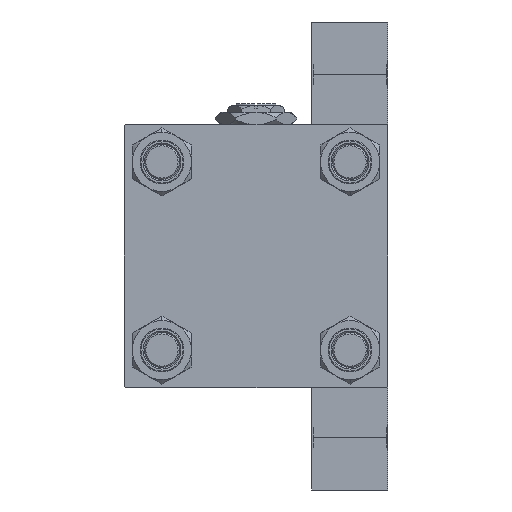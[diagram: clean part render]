
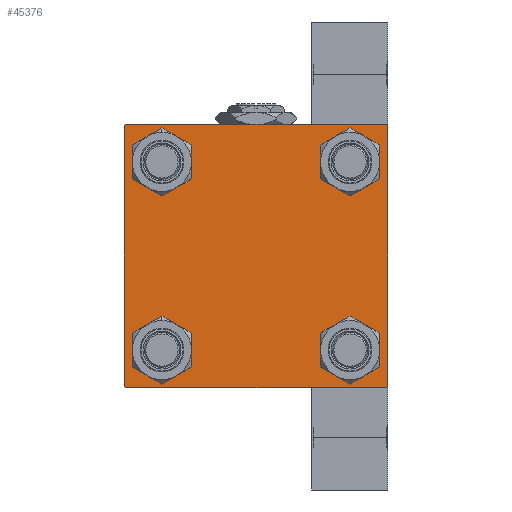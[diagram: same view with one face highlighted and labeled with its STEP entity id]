
A CAD part, left-side view. The second image highlights one B-rep face of the part: STEP entity #45376.
In plain terms, the highlighted planar face has unit normal (-1, 0, 0).
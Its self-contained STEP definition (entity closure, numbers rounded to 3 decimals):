
#118 = ORIENTED_EDGE ( 'NONE', *, *, #32930, .T. ) ;
#200 = CARTESIAN_POINT ( 'NONE',  ( 0., -45., 44.5 ) ) ;
#313 = CARTESIAN_POINT ( 'NONE',  ( 0., -44.75, 44.75 ) ) ;
#785 = EDGE_CURVE ( 'NONE', #27630, #11493, #29202, .T. ) ;
#824 = FACE_BOUND ( 'NONE', #12266, .T. ) ;
#1054 = LINE ( 'NONE', #24829, #30125 ) ;
#1197 = CARTESIAN_POINT ( 'NONE',  ( 0., 45., -44.5 ) ) ;
#1199 = DIRECTION ( 'NONE',  ( 1., 0., 0. ) ) ;
#1447 = DIRECTION ( 'NONE',  ( 1., 0., 0. ) ) ;
#2336 = FACE_OUTER_BOUND ( 'NONE', #4649, .T. ) ;
#2755 = CARTESIAN_POINT ( 'NONE',  ( 0., -32.15, -38.65 ) ) ;
#3004 = VECTOR ( 'NONE', #18092, 1000. ) ;
#4119 = ORIENTED_EDGE ( 'NONE', *, *, #4168, .F. ) ;
#4168 = EDGE_CURVE ( 'NONE', #31832, #9450, #35430, .T. ) ;
#4517 = CARTESIAN_POINT ( 'NONE',  ( 0., 32.15, 32.15 ) ) ;
#4649 = EDGE_LOOP ( 'NONE', ( #44973, #42191, #5199, #10085, #4119, #21833, #4886, #13327 ) ) ;
#4886 = ORIENTED_EDGE ( 'NONE', *, *, #28472, .F. ) ;
#4941 = DIRECTION ( 'NONE',  ( 0., 0., 1. ) ) ;
#5010 = DIRECTION ( 'NONE',  ( 0., 0., 1. ) ) ;
#5112 = DIRECTION ( 'NONE',  ( 1., 0., 0. ) ) ;
#5199 = ORIENTED_EDGE ( 'NONE', *, *, #16357, .T. ) ;
#5650 = DIRECTION ( 'NONE',  ( 0., -0.707, -0.707 ) ) ;
#6155 = PLANE ( 'NONE',  #34663 ) ;
#6386 = CARTESIAN_POINT ( 'NONE',  ( 0., -32.15, -32.15 ) ) ;
#7785 = VECTOR ( 'NONE', #24353, 1000. ) ;
#8078 = EDGE_CURVE ( 'NONE', #45098, #9450, #13754, .T. ) ;
#8803 = AXIS2_PLACEMENT_3D ( 'NONE', #28122, #5112, #23550 ) ;
#8847 = CARTESIAN_POINT ( 'NONE',  ( 0., -32.15, -32.15 ) ) ;
#9450 = VERTEX_POINT ( 'NONE', #34216 ) ;
#9687 = LINE ( 'NONE', #14276, #33689 ) ;
#10085 = ORIENTED_EDGE ( 'NONE', *, *, #8078, .T. ) ;
#10671 = VECTOR ( 'NONE', #24408, 1000. ) ;
#10800 = ORIENTED_EDGE ( 'NONE', *, *, #785, .T. ) ;
#10873 = VECTOR ( 'NONE', #15897, 1000. ) ;
#11493 = VERTEX_POINT ( 'NONE', #2755 ) ;
#11696 = EDGE_CURVE ( 'NONE', #11493, #27630, #38098, .T. ) ;
#12214 = DIRECTION ( 'NONE',  ( 0., 0., -1. ) ) ;
#12266 = EDGE_LOOP ( 'NONE', ( #118, #30913 ) ) ;
#13257 = CARTESIAN_POINT ( 'NONE',  ( 0., 32.15, 25.65 ) ) ;
#13297 = DIRECTION ( 'NONE',  ( 1., 0., 0. ) ) ;
#13327 = ORIENTED_EDGE ( 'NONE', *, *, #33198, .T. ) ;
#13754 = LINE ( 'NONE', #48954, #3004 ) ;
#13807 = DIRECTION ( 'NONE',  ( 0., 0., 1. ) ) ;
#13903 = DIRECTION ( 'NONE',  ( 0., 0., 1. ) ) ;
#14031 = VERTEX_POINT ( 'NONE', #1197 ) ;
#14276 = CARTESIAN_POINT ( 'NONE',  ( 0., 45., 45. ) ) ;
#14941 = CARTESIAN_POINT ( 'NONE',  ( 0., 32.15, 38.65 ) ) ;
#15288 = EDGE_LOOP ( 'NONE', ( #30888, #46588 ) ) ;
#15382 = CIRCLE ( 'NONE', #26009, 6.5 ) ;
#15897 = DIRECTION ( 'NONE',  ( 0., 0.707, 0.707 ) ) ;
#15953 = VERTEX_POINT ( 'NONE', #43773 ) ;
#16129 = EDGE_LOOP ( 'NONE', ( #10800, #17551 ) ) ;
#16357 = EDGE_CURVE ( 'NONE', #49825, #45098, #17691, .T. ) ;
#16437 = VECTOR ( 'NONE', #38268, 1000. ) ;
#17511 = EDGE_LOOP ( 'NONE', ( #22128, #21944 ) ) ;
#17551 = ORIENTED_EDGE ( 'NONE', *, *, #11696, .T. ) ;
#17685 = CARTESIAN_POINT ( 'NONE',  ( 0., -32.15, 25.65 ) ) ;
#17691 = LINE ( 'NONE', #48057, #7785 ) ;
#17798 = CARTESIAN_POINT ( 'NONE',  ( 0., -32.15, -25.65 ) ) ;
#18092 = DIRECTION ( 'NONE',  ( 0., -0.707, 0.707 ) ) ;
#18552 = EDGE_CURVE ( 'NONE', #22020, #34415, #24745, .T. ) ;
#19225 = CIRCLE ( 'NONE', #30643, 6.5 ) ;
#19653 = CARTESIAN_POINT ( 'NONE',  ( 0., -32.15, 32.15 ) ) ;
#20129 = DIRECTION ( 'NONE',  ( 0., 0., 1. ) ) ;
#20224 = VERTEX_POINT ( 'NONE', #45849 ) ;
#20261 = FACE_BOUND ( 'NONE', #16129, .T. ) ;
#21615 = EDGE_CURVE ( 'NONE', #15953, #20224, #21899, .T. ) ;
#21833 = ORIENTED_EDGE ( 'NONE', *, *, #37053, .T. ) ;
#21899 = CIRCLE ( 'NONE', #8803, 6.5 ) ;
#21944 = ORIENTED_EDGE ( 'NONE', *, *, #21615, .T. ) ;
#22002 = DIRECTION ( 'NONE',  ( 1., 0., 0. ) ) ;
#22020 = VERTEX_POINT ( 'NONE', #13257 ) ;
#22128 = ORIENTED_EDGE ( 'NONE', *, *, #22763, .T. ) ;
#22222 = CARTESIAN_POINT ( 'NONE',  ( 0., 44.75, 44.75 ) ) ;
#22763 = EDGE_CURVE ( 'NONE', #20224, #15953, #15382, .T. ) ;
#23160 = EDGE_CURVE ( 'NONE', #14031, #49825, #1054, .T. ) ;
#23319 = LINE ( 'NONE', #313, #10873 ) ;
#23486 = DIRECTION ( 'NONE',  ( 0., 0., 1. ) ) ;
#23550 = DIRECTION ( 'NONE',  ( 0., 0., 1. ) ) ;
#24054 = CIRCLE ( 'NONE', #50107, 6.5 ) ;
#24353 = DIRECTION ( 'NONE',  ( 0., -1., 0. ) ) ;
#24408 = DIRECTION ( 'NONE',  ( 0., -1., 0. ) ) ;
#24745 = CIRCLE ( 'NONE', #31240, 6.5 ) ;
#24797 = CARTESIAN_POINT ( 'NONE',  ( 0., 32.15, 32.15 ) ) ;
#24829 = CARTESIAN_POINT ( 'NONE',  ( 0., 44.75, -44.75 ) ) ;
#25145 = DIRECTION ( 'NONE',  ( 1., 0., 0. ) ) ;
#26009 = AXIS2_PLACEMENT_3D ( 'NONE', #44783, #25145, #4941 ) ;
#27332 = CARTESIAN_POINT ( 'NONE',  ( 0., 44.5, 45. ) ) ;
#27554 = CARTESIAN_POINT ( 'NONE',  ( 0., 45., 44.5 ) ) ;
#27630 = VERTEX_POINT ( 'NONE', #17798 ) ;
#28122 = CARTESIAN_POINT ( 'NONE',  ( 0., 32.15, -32.15 ) ) ;
#28472 = EDGE_CURVE ( 'NONE', #48103, #29637, #44288, .T. ) ;
#28664 = CARTESIAN_POINT ( 'NONE',  ( 0., 0., 0. ) ) ;
#29172 = DIRECTION ( 'NONE',  ( 0., 0., 1. ) ) ;
#29202 = CIRCLE ( 'NONE', #49543, 6.5 ) ;
#29637 = VERTEX_POINT ( 'NONE', #38201 ) ;
#30125 = VECTOR ( 'NONE', #5650, 1000. ) ;
#30643 = AXIS2_PLACEMENT_3D ( 'NONE', #37620, #48856, #13903 ) ;
#30888 = ORIENTED_EDGE ( 'NONE', *, *, #42343, .T. ) ;
#30913 = ORIENTED_EDGE ( 'NONE', *, *, #18552, .T. ) ;
#31110 = CARTESIAN_POINT ( 'NONE',  ( 0., -45., 45. ) ) ;
#31224 = FACE_BOUND ( 'NONE', #15288, .T. ) ;
#31240 = AXIS2_PLACEMENT_3D ( 'NONE', #4517, #1199, #20129 ) ;
#31646 = VERTEX_POINT ( 'NONE', #17685 ) ;
#31832 = VERTEX_POINT ( 'NONE', #200 ) ;
#32416 = AXIS2_PLACEMENT_3D ( 'NONE', #8847, #1447, #5010 ) ;
#32930 = EDGE_CURVE ( 'NONE', #34415, #22020, #41709, .T. ) ;
#33198 = EDGE_CURVE ( 'NONE', #48103, #49286, #41598, .T. ) ;
#33689 = VECTOR ( 'NONE', #37015, 1000. ) ;
#34216 = CARTESIAN_POINT ( 'NONE',  ( 0., -45., -44.5 ) ) ;
#34415 = VERTEX_POINT ( 'NONE', #14941 ) ;
#34663 = AXIS2_PLACEMENT_3D ( 'NONE', #28664, #44225, #29172 ) ;
#35214 = DIRECTION ( 'NONE',  ( 1., 0., 0. ) ) ;
#35430 = LINE ( 'NONE', #31110, #43812 ) ;
#35805 = FACE_BOUND ( 'NONE', #17511, .T. ) ;
#35999 = AXIS2_PLACEMENT_3D ( 'NONE', #24797, #13297, #13807 ) ;
#36172 = EDGE_CURVE ( 'NONE', #49286, #14031, #9687, .T. ) ;
#37015 = DIRECTION ( 'NONE',  ( 0., 0., -1. ) ) ;
#37053 = EDGE_CURVE ( 'NONE', #31832, #29637, #23319, .T. ) ;
#37384 = CARTESIAN_POINT ( 'NONE',  ( 0., -44.5, -45. ) ) ;
#37550 = DIRECTION ( 'NONE',  ( 0., 0., 1. ) ) ;
#37620 = CARTESIAN_POINT ( 'NONE',  ( 0., -32.15, 32.15 ) ) ;
#38098 = CIRCLE ( 'NONE', #32416, 6.5 ) ;
#38201 = CARTESIAN_POINT ( 'NONE',  ( 0., -44.5, 45. ) ) ;
#38268 = DIRECTION ( 'NONE',  ( 0., 0.707, -0.707 ) ) ;
#39413 = CARTESIAN_POINT ( 'NONE',  ( 0., 44.5, -45. ) ) ;
#40163 = EDGE_CURVE ( 'NONE', #31646, #50480, #24054, .T. ) ;
#41598 = LINE ( 'NONE', #22222, #16437 ) ;
#41709 = CIRCLE ( 'NONE', #35999, 6.5 ) ;
#42191 = ORIENTED_EDGE ( 'NONE', *, *, #23160, .T. ) ;
#42343 = EDGE_CURVE ( 'NONE', #50480, #31646, #19225, .T. ) ;
#43769 = CARTESIAN_POINT ( 'NONE',  ( 0., 45., 45. ) ) ;
#43773 = CARTESIAN_POINT ( 'NONE',  ( 0., 32.15, -38.65 ) ) ;
#43812 = VECTOR ( 'NONE', #12214, 1000. ) ;
#44225 = DIRECTION ( 'NONE',  ( -1., 0., 0. ) ) ;
#44288 = LINE ( 'NONE', #43769, #10671 ) ;
#44783 = CARTESIAN_POINT ( 'NONE',  ( 0., 32.15, -32.15 ) ) ;
#44973 = ORIENTED_EDGE ( 'NONE', *, *, #36172, .T. ) ;
#45098 = VERTEX_POINT ( 'NONE', #37384 ) ;
#45374 = CARTESIAN_POINT ( 'NONE',  ( 0., -32.15, 38.65 ) ) ;
#45376 = ADVANCED_FACE ( 'NONE', ( #31224, #20261, #35805, #824, #2336 ), #6155, .T. ) ;
#45849 = CARTESIAN_POINT ( 'NONE',  ( 0., 32.15, -25.65 ) ) ;
#46588 = ORIENTED_EDGE ( 'NONE', *, *, #40163, .T. ) ;
#48057 = CARTESIAN_POINT ( 'NONE',  ( 0., 45., -45. ) ) ;
#48103 = VERTEX_POINT ( 'NONE', #27332 ) ;
#48856 = DIRECTION ( 'NONE',  ( 1., 0., 0. ) ) ;
#48954 = CARTESIAN_POINT ( 'NONE',  ( 0., -44.75, -44.75 ) ) ;
#49286 = VERTEX_POINT ( 'NONE', #27554 ) ;
#49543 = AXIS2_PLACEMENT_3D ( 'NONE', #6386, #22002, #37550 ) ;
#49825 = VERTEX_POINT ( 'NONE', #39413 ) ;
#50107 = AXIS2_PLACEMENT_3D ( 'NONE', #19653, #35214, #23486 ) ;
#50480 = VERTEX_POINT ( 'NONE', #45374 ) ;
